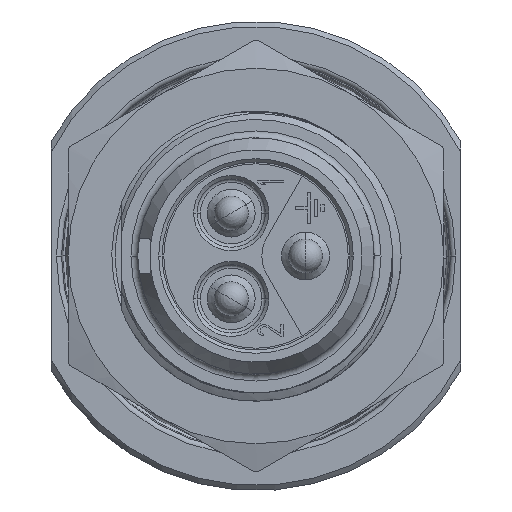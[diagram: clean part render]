
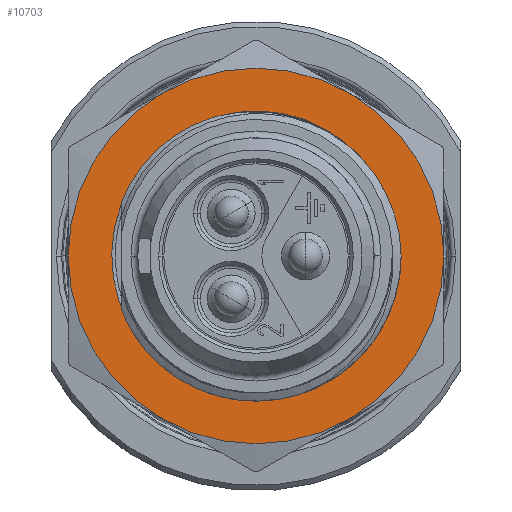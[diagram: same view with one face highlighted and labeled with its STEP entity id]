
A CAD part, left-side view. The second image highlights one B-rep face of the part: STEP entity #10703.
In plain terms, the highlighted planar face has unit normal (-1, 0, 0).
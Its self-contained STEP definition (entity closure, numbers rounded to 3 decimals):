
#1988=DIRECTION('',(0.,0.,1.));
#1989=VECTOR('',#1988,0.138);
#1990=CARTESIAN_POINT('',(11.5,7.9,2.999));
#1991=LINE('1000',#1990,#1989);
#2514=CARTESIAN_POINT('',(11.5,-5.5,9.526));
#2516=CARTESIAN_POINT('',(11.5,0.,0.));
#2517=DIRECTION('',(-1.,0.,0.));
#2518=DIRECTION('',(0.,-0.5,0.866));
#2519=AXIS2_PLACEMENT_3D('',#2516,#2517,#2518);
#2531=CARTESIAN_POINT('',(11.5,0.,0.));
#2532=DIRECTION('',(1.,0.,0.));
#2533=DIRECTION('',(0.,-0.5,0.866));
#2534=AXIS2_PLACEMENT_3D('',#2531,#2532,#2533);
#2536=CARTESIAN_POINT('',(11.5,0.,0.));
#2537=DIRECTION('',(1.,0.,0.));
#2538=DIRECTION('',(0.,-1.,0.));
#2539=AXIS2_PLACEMENT_3D('',#2536,#2537,#2538);
#2541=CARTESIAN_POINT('',(11.5,0.,0.));
#2542=DIRECTION('',(-1.,0.,0.));
#2543=DIRECTION('',(0.,1.,0.));
#2544=AXIS2_PLACEMENT_3D('',#2541,#2542,#2543);
#2546=CARTESIAN_POINT('',(11.5,0.,0.));
#2547=DIRECTION('',(-1.,0.,0.));
#2548=DIRECTION('',(0.,0.5,0.866));
#2549=AXIS2_PLACEMENT_3D('',#2546,#2547,#2548);
#2551=CARTESIAN_POINT('',(11.5,2.102,8.218));
#2552=CARTESIAN_POINT('',(11.5,1.821,8.286));
#2553=CARTESIAN_POINT('',(11.5,1.27,8.387));
#2554=CARTESIAN_POINT('',(11.5,0.747,8.429));
#2555=CARTESIAN_POINT('',(11.5,0.491,8.436));
#2580=CARTESIAN_POINT('',(11.5,-11.,0.));
#2618=CARTESIAN_POINT('',(11.5,-5.5,-9.526));
#2646=CARTESIAN_POINT('',(11.5,5.5,-9.526));
#2648=CARTESIAN_POINT('',(11.5,0.,0.));
#2649=DIRECTION('',(-1.,0.,0.));
#2650=DIRECTION('',(0.,0.5,-0.866));
#2651=AXIS2_PLACEMENT_3D('',#2648,#2649,#2650);
#2699=CARTESIAN_POINT('',(11.5,11.,0.));
#2737=CARTESIAN_POINT('',(11.5,5.5,9.526));
#2752=CARTESIAN_POINT('',(11.5,0.,0.));
#2753=DIRECTION('',(1.,0.,0.));
#2754=DIRECTION('',(0.,0.929,0.369));
#2755=AXIS2_PLACEMENT_3D('',#2752,#2753,#2754);
#2829=CARTESIAN_POINT('',(11.5,2.627,8.084));
#2830=CARTESIAN_POINT('',(11.5,2.54,8.109));
#2831=CARTESIAN_POINT('',(11.5,2.366,8.156));
#2832=CARTESIAN_POINT('',(11.5,2.19,8.198));
#2833=CARTESIAN_POINT('',(11.5,2.102,8.218));
#4765=CARTESIAN_POINT('',(11.5,0.,0.));
#4766=DIRECTION('',(1.,0.,0.));
#4767=DIRECTION('',(0.,0.058,0.998));
#4768=AXIS2_PLACEMENT_3D('',#4765,#4766,#4767);
#7360=VERTEX_POINT('',#2514);
#7363=VERTEX_POINT('',#2580);
#7366=VERTEX_POINT('',#2618);
#7378=VERTEX_POINT('',#2646);
#7381=VERTEX_POINT('',#2699);
#7384=VERTEX_POINT('',#2737);
#7394=CARTESIAN_POINT('',(11.5,7.9,3.137));
#7395=CARTESIAN_POINT('',(11.5,2.627,8.084));
#7396=VERTEX_POINT('',#7394);
#7397=VERTEX_POINT('',#7395);
#7398=VERTEX_POINT('',#2833);
#7406=CARTESIAN_POINT('',(11.5,7.9,2.999));
#7407=VERTEX_POINT('',#7406);
#7422=VERTEX_POINT('',#2555);
#10674=CARTESIAN_POINT('',(11.5,0.,0.));
#10675=DIRECTION('',(1.,0.,0.));
#10676=DIRECTION('',(0.,0.,-1.));
#10677=AXIS2_PLACEMENT_3D('',#10674,#10675,#10676);
#10678=PLANE('339',#10677);
#10679=ORIENTED_EDGE('957',*,*,#10661,.F.);
#10681=ORIENTED_EDGE('948',*,*,#10680,.T.);
#10683=ORIENTED_EDGE('949',*,*,#10682,.T.);
#10685=ORIENTED_EDGE('956',*,*,#10684,.F.);
#10687=ORIENTED_EDGE('953',*,*,#10686,.F.);
#10689=ORIENTED_EDGE('952',*,*,#10688,.F.);
#10690=EDGE_LOOP('339',(#10679,#10681,#10683,#10685,#10687,#10689));
#10691=FACE_OUTER_BOUND('339',#10690,.F.);
#10693=ORIENTED_EDGE('986',*,*,#10692,.F.);
#10694=ORIENTED_EDGE('1000',*,*,#9937,.F.);
#10696=ORIENTED_EDGE('1128',*,*,#10695,.F.);
#10698=ORIENTED_EDGE('1108',*,*,#10697,.F.);
#10700=ORIENTED_EDGE('988',*,*,#10699,.F.);
#10701=EDGE_LOOP('339',(#10693,#10694,#10696,#10698,#10700));
#10702=FACE_BOUND('339',#10701,.F.);
#2520=CIRCLE('957',#2519,11.);
#2535=CIRCLE('948',#2534,11.);
#2540=CIRCLE('949',#2539,11.);
#2545=CIRCLE('953',#2544,11.);
#2550=CIRCLE('952',#2549,11.);
#2556=B_SPLINE_CURVE_WITH_KNOTS('1108',3,(#2551,#2552,#2553,#2554,#2555),
.UNSPECIFIED.,.F.,.F.,(4,1,4),(0.,0.5,1.),.UNSPECIFIED.);
#2652=CIRCLE('956',#2651,11.);
#2756=CIRCLE('986',#2755,8.5);
#2834=B_SPLINE_CURVE_WITH_KNOTS('988',3,(#2829,#2830,#2831,#2832,#2833),
.UNSPECIFIED.,.F.,.F.,(4,1,4),(0.,0.5,1.),.UNSPECIFIED.);
#4769=CIRCLE('1128',#4768,8.45);
#9937=EDGE_CURVE('1000',#7407,#7396,#1991,.T.);
#10661=EDGE_CURVE('957',#7360,#7384,#2520,.T.);
#10680=EDGE_CURVE('948',#7360,#7363,#2535,.T.);
#10682=EDGE_CURVE('949',#7363,#7366,#2540,.T.);
#10684=EDGE_CURVE('956',#7378,#7366,#2652,.T.);
#10686=EDGE_CURVE('953',#7381,#7378,#2545,.T.);
#10688=EDGE_CURVE('952',#7384,#7381,#2550,.T.);
#10692=EDGE_CURVE('986',#7396,#7397,#2756,.T.);
#10695=EDGE_CURVE('1128',#7422,#7407,#4769,.T.);
#10697=EDGE_CURVE('1108',#7398,#7422,#2556,.T.);
#10699=EDGE_CURVE('988',#7397,#7398,#2834,.T.);
#10703=ADVANCED_FACE('339',(#10691,#10702),#10678,.F.);
